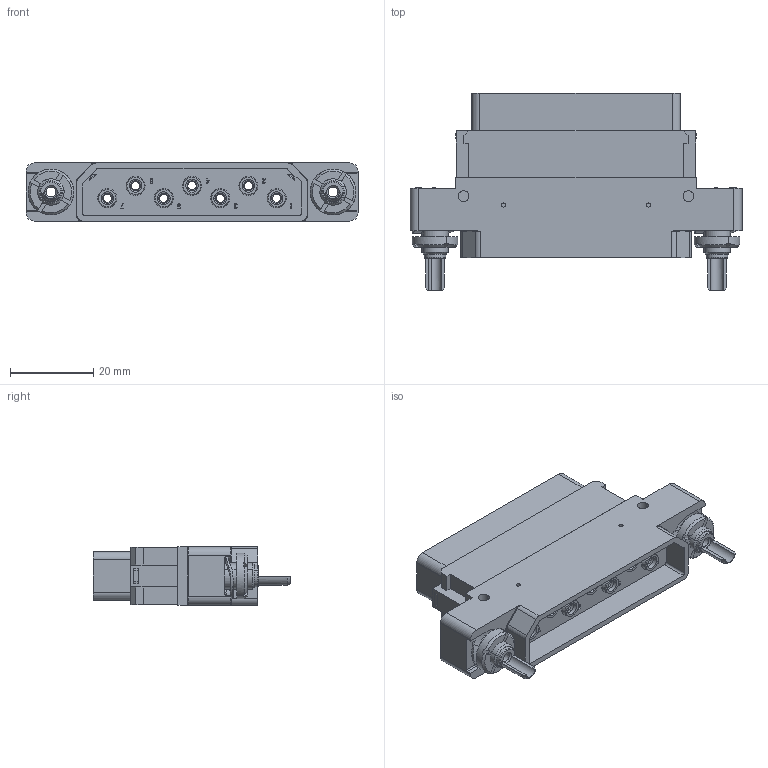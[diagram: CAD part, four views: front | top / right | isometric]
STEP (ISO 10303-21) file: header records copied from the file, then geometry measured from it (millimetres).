
FILE_DESCRIPTION((''),'2;1');
FILE_NAME('1900ND16P1B00A','2019-10-28T',('presta_be4'),(''),'CREO PARAMETRIC BY PTC INC, 2018360','CREO PARAMETRIC BY PTC INC, 2018360','');
FILE_SCHEMA(('CONFIG_CONTROL_DESIGN'));
Products named in the file (1): 1900ND16P1B00A
Bounding box: 80 x 47.7 x 14 mm (x, y, z)
Volume: 22196.9 mm3; surface area: 18848.1 mm2
Topology: 1 solids, 1 shells, 1782 faces, 4604 edges, 2927 vertices
Faces by surface type: plane 1037, cylinder 318, cone 212, torus 176, extrusion 26, bspline 13
Entity records: 61072 total; most frequent: CARTESIAN_POINT 17161, ORIENTED_EDGE 9196, DIRECTION 8997, EDGE_CURVE 4598, VECTOR 3221, LINE 3195, VERTEX_POINT 2926, AXIS2_PLACEMENT_3D 2888
